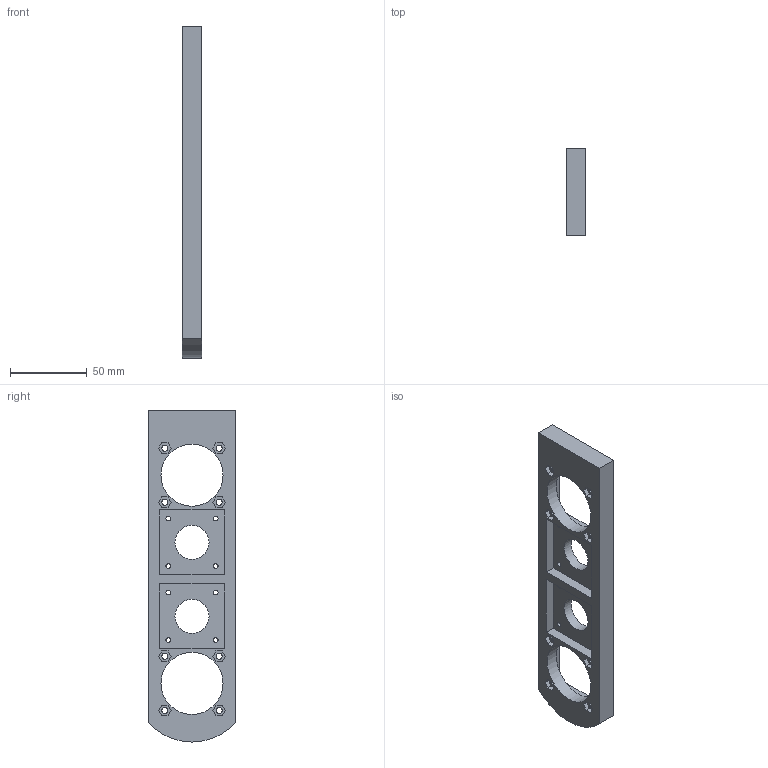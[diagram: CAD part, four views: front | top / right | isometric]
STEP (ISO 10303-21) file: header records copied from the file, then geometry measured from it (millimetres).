
FILE_DESCRIPTION(/* description */ (''),/* implementation_level */ '2;1');
FILE_NAME(/* name */ '',/* time_stamp */ '2023-09-24T08:24:43+08:00',/* author */ (''),/* organization */ (''),/* preprocessor_version */ 'ST-DEVELOPER v20',/* originating_system */ 'Autodesk Translation Framework v12.9.0.99',/* authorisation */ '');
FILE_SCHEMA (('AUTOMOTIVE_DESIGN { 1 0 10303 214 3 1 1 }'));
Length unit declared in the file: millimetre
Products named in the file (1): 连杆3
Bounding box: 13 x 57 x 216.74 mm (x, y, z)
Volume: 88332.6 mm3; surface area: 32769.2 mm2
Topology: 1 solids, 1 shells, 118 faces, 288 edges, 192 vertices
Faces by surface type: plane 89, cylinder 29
Full cylindrical faces by diameter (mm): 3 x8, 4 x8, 5.6 x8, 22.2 x2, 40.52 x2
Entity records: 3563 total; most frequent: CARTESIAN_POINT 599, DIRECTION 584, ORIENTED_EDGE 576, EDGE_CURVE 288, LINE 230, VECTOR 230, VERTEX_POINT 192, EDGE_LOOP 178
